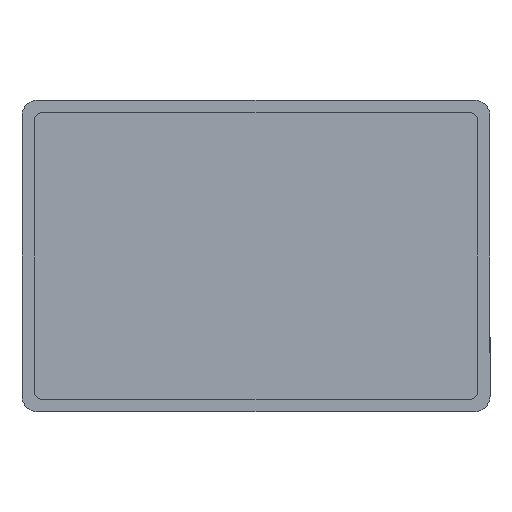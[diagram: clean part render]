
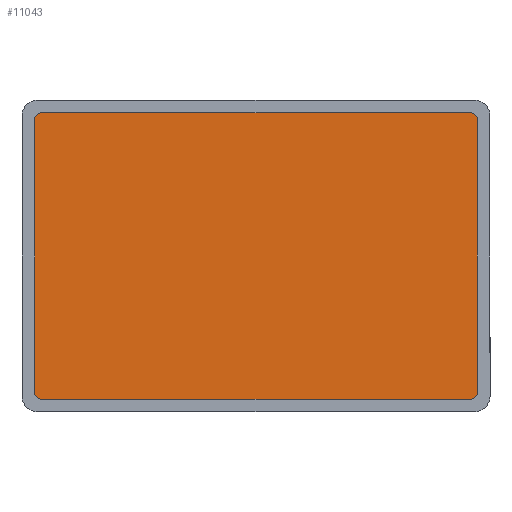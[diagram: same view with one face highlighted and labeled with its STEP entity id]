
A CAD part, front view. The second image highlights one B-rep face of the part: STEP entity #11043.
In plain terms, the highlighted planar face has unit normal (0, -1, 0).
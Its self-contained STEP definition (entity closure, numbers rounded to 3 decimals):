
#729 = DIRECTION ( 'NONE',  ( 0., 1., 0. ) ) ;
#793 = CIRCLE ( 'NONE', #20928, 9. ) ;
#816 = DIRECTION ( 'NONE',  ( 0., 0., 1. ) ) ;
#886 = CARTESIAN_POINT ( 'NONE',  ( -274., 0., 174. ) ) ;
#984 = CARTESIAN_POINT ( 'NONE',  ( -283., 0., 174. ) ) ;
#1284 = DIRECTION ( 'NONE',  ( 0., 0., 1. ) ) ;
#1481 = LINE ( 'NONE', #6263, #13087 ) ;
#1619 = LINE ( 'NONE', #11503, #2907 ) ;
#2047 = CIRCLE ( 'NONE', #3445, 9. ) ;
#2907 = VECTOR ( 'NONE', #1284, 1000. ) ;
#3417 = ORIENTED_EDGE ( 'NONE', *, *, #20685, .F. ) ;
#3445 = AXIS2_PLACEMENT_3D ( 'NONE', #12460, #5923, #816 ) ;
#3539 = ORIENTED_EDGE ( 'NONE', *, *, #20135, .F. ) ;
#3662 = ORIENTED_EDGE ( 'NONE', *, *, #14710, .F. ) ;
#3827 = VERTEX_POINT ( 'NONE', #6787 ) ;
#3900 = CARTESIAN_POINT ( 'NONE',  ( -274., 0., -183. ) ) ;
#4151 = DIRECTION ( 'NONE',  ( 0., 0., 1. ) ) ;
#5067 = VERTEX_POINT ( 'NONE', #7800 ) ;
#5561 = CIRCLE ( 'NONE', #20164, 9. ) ;
#5632 = ORIENTED_EDGE ( 'NONE', *, *, #6111, .F. ) ;
#5741 = DIRECTION ( 'NONE',  ( 0., 0., 1. ) ) ;
#5923 = DIRECTION ( 'NONE',  ( 0., 1., 0. ) ) ;
#5992 = DIRECTION ( 'NONE',  ( 0., 1., 0. ) ) ;
#6111 = EDGE_CURVE ( 'NONE', #7148, #17774, #1481, .T. ) ;
#6263 = CARTESIAN_POINT ( 'NONE',  ( 283., 0., 174. ) ) ;
#6424 = EDGE_CURVE ( 'NONE', #7764, #13496, #8231, .T. ) ;
#6428 = PLANE ( 'NONE',  #13291 ) ;
#6636 = CARTESIAN_POINT ( 'NONE',  ( -274., 0., -183. ) ) ;
#6787 = CARTESIAN_POINT ( 'NONE',  ( -274., 0., 183. ) ) ;
#7148 = VERTEX_POINT ( 'NONE', #8751 ) ;
#7764 = VERTEX_POINT ( 'NONE', #6636 ) ;
#7800 = CARTESIAN_POINT ( 'NONE',  ( 274., 0., 183. ) ) ;
#7862 = LINE ( 'NONE', #21341, #15869 ) ;
#8231 = CIRCLE ( 'NONE', #20387, 9. ) ;
#8318 = ORIENTED_EDGE ( 'NONE', *, *, #6424, .F. ) ;
#8751 = CARTESIAN_POINT ( 'NONE',  ( 283., 0., 174. ) ) ;
#8753 = VERTEX_POINT ( 'NONE', #984 ) ;
#9540 = DIRECTION ( 'NONE',  ( 0., 0., -1. ) ) ;
#9706 = DIRECTION ( 'NONE',  ( 1., 0., 0. ) ) ;
#9765 = EDGE_CURVE ( 'NONE', #8753, #3827, #5561, .T. ) ;
#9789 = VERTEX_POINT ( 'NONE', #12321 ) ;
#10132 = ORIENTED_EDGE ( 'NONE', *, *, #9765, .F. ) ;
#10933 = CARTESIAN_POINT ( 'NONE',  ( -274., 0., -174. ) ) ;
#11043 = ADVANCED_FACE ( 'NONE', ( #12952 ), #6428, .F. ) ;
#11442 = EDGE_LOOP ( 'NONE', ( #8318, #21120, #3539, #5632, #11742, #3417, #10132, #3662 ) ) ;
#11503 = CARTESIAN_POINT ( 'NONE',  ( -283., 0., 174. ) ) ;
#11742 = ORIENTED_EDGE ( 'NONE', *, *, #18575, .F. ) ;
#12321 = CARTESIAN_POINT ( 'NONE',  ( 274., 0., -183. ) ) ;
#12460 = CARTESIAN_POINT ( 'NONE',  ( 274., 0., -174. ) ) ;
#12634 = DIRECTION ( 'NONE',  ( 0., 0., 1. ) ) ;
#12952 = FACE_OUTER_BOUND ( 'NONE', #11442, .T. ) ;
#13087 = VECTOR ( 'NONE', #9540, 1000. ) ;
#13287 = CARTESIAN_POINT ( 'NONE',  ( -283., 0., -174. ) ) ;
#13291 = AXIS2_PLACEMENT_3D ( 'NONE', #19703, #5992, #12634 ) ;
#13496 = VERTEX_POINT ( 'NONE', #13287 ) ;
#13905 = CARTESIAN_POINT ( 'NONE',  ( 274., 0., 174. ) ) ;
#14416 = DIRECTION ( 'NONE',  ( 0., 1., 0. ) ) ;
#14710 = EDGE_CURVE ( 'NONE', #13496, #8753, #1619, .T. ) ;
#15869 = VECTOR ( 'NONE', #9706, 1000. ) ;
#15993 = VECTOR ( 'NONE', #18793, 1000. ) ;
#17421 = DIRECTION ( 'NONE',  ( 0., 1., 0. ) ) ;
#17774 = VERTEX_POINT ( 'NONE', #18469 ) ;
#18469 = CARTESIAN_POINT ( 'NONE',  ( 283., 0., -174. ) ) ;
#18575 = EDGE_CURVE ( 'NONE', #5067, #7148, #793, .T. ) ;
#18793 = DIRECTION ( 'NONE',  ( -1., 0., 0. ) ) ;
#19554 = EDGE_CURVE ( 'NONE', #9789, #7764, #20334, .T. ) ;
#19703 = CARTESIAN_POINT ( 'NONE',  ( -274., 0., -174. ) ) ;
#20135 = EDGE_CURVE ( 'NONE', #17774, #9789, #2047, .T. ) ;
#20164 = AXIS2_PLACEMENT_3D ( 'NONE', #886, #17421, #4151 ) ;
#20334 = LINE ( 'NONE', #3900, #15993 ) ;
#20387 = AXIS2_PLACEMENT_3D ( 'NONE', #10933, #14416, #20722 ) ;
#20685 = EDGE_CURVE ( 'NONE', #3827, #5067, #7862, .T. ) ;
#20722 = DIRECTION ( 'NONE',  ( 0., 0., 1. ) ) ;
#20928 = AXIS2_PLACEMENT_3D ( 'NONE', #13905, #729, #5741 ) ;
#21120 = ORIENTED_EDGE ( 'NONE', *, *, #19554, .F. ) ;
#21341 = CARTESIAN_POINT ( 'NONE',  ( -274., 0., 183. ) ) ;
